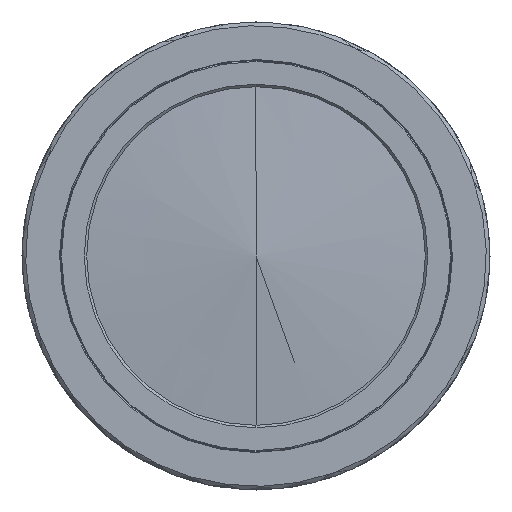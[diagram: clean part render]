
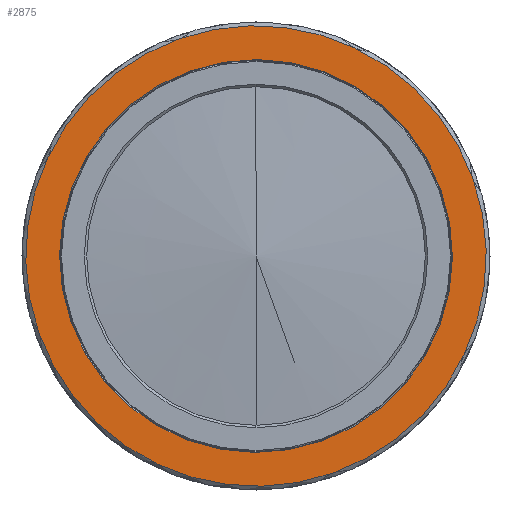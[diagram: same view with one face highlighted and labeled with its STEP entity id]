
A CAD part, left-side view. The second image highlights one B-rep face of the part: STEP entity #2875.
In plain terms, the highlighted planar face has unit normal (-1, 0, 0).
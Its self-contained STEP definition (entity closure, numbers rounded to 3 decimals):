
#18 = EDGE_CURVE ( 'NONE', #3223, #3373, #2027, .T. ) ;
#99 = EDGE_CURVE ( 'NONE', #2636, #2064, #3259, .T. ) ;
#147 = CIRCLE ( 'NONE', #1748, 18.7 ) ;
#155 = DIRECTION ( 'NONE',  ( 0., 0.335, 0.942 ) ) ;
#189 = AXIS2_PLACEMENT_3D ( 'NONE', #2965, #2081, #1806 ) ;
#322 = AXIS2_PLACEMENT_3D ( 'NONE', #1200, #889, #2050 ) ;
#337 = EDGE_CURVE ( 'NONE', #2475, #1231, #3256, .T. ) ;
#359 = DIRECTION ( 'NONE',  ( 1., 0., 0. ) ) ;
#362 = CIRCLE ( 'NONE', #1975, 18.7 ) ;
#473 = DIRECTION ( 'NONE',  ( -1., 0., 0. ) ) ;
#532 = DIRECTION ( 'NONE',  ( -1., 0., 0. ) ) ;
#671 = EDGE_CURVE ( 'NONE', #781, #1231, #3718, .T. ) ;
#781 = VERTEX_POINT ( 'NONE', #2255 ) ;
#785 = CARTESIAN_POINT ( 'NONE',  ( 0., 0., 0. ) ) ;
#818 = AXIS2_PLACEMENT_3D ( 'NONE', #2797, #2762, #155 ) ;
#836 = CARTESIAN_POINT ( 'NONE',  ( 0., 0., 0. ) ) ;
#845 = DIRECTION ( 'NONE',  ( 1., 0., 0. ) ) ;
#889 = DIRECTION ( 'NONE',  ( 1., 0., 0. ) ) ;
#909 = ORIENTED_EDGE ( 'NONE', *, *, #1754, .F. ) ;
#935 = PLANE ( 'NONE',  #189 ) ;
#937 = EDGE_CURVE ( 'NONE', #2064, #2636, #2256, .T. ) ;
#947 = AXIS2_PLACEMENT_3D ( 'NONE', #1857, #1549, #2413 ) ;
#999 = AXIS2_PLACEMENT_3D ( 'NONE', #3039, #473, #1042 ) ;
#1042 = DIRECTION ( 'NONE',  ( 0., 0.335, 0.942 ) ) ;
#1137 = ORIENTED_EDGE ( 'NONE', *, *, #937, .F. ) ;
#1166 = DIRECTION ( 'NONE',  ( 0., -0.335, -0.942 ) ) ;
#1171 = CARTESIAN_POINT ( 'NONE',  ( 0., -6.274, -17.616 ) ) ;
#1200 = CARTESIAN_POINT ( 'NONE',  ( 0., 0., 0. ) ) ;
#1231 = VERTEX_POINT ( 'NONE', #2465 ) ;
#1239 = ORIENTED_EDGE ( 'NONE', *, *, #18, .F. ) ;
#1371 = ORIENTED_EDGE ( 'NONE', *, *, #671, .T. ) ;
#1404 = CARTESIAN_POINT ( 'NONE',  ( 0., -8.02, 16.893 ) ) ;
#1462 = CARTESIAN_POINT ( 'NONE',  ( 0., 0., 0. ) ) ;
#1464 = CIRCLE ( 'NONE', #2162, 18.7 ) ;
#1498 = EDGE_CURVE ( 'NONE', #3641, #3423, #362, .T. ) ;
#1549 = DIRECTION ( 'NONE',  ( 1., 0., 0. ) ) ;
#1552 = CARTESIAN_POINT ( 'NONE',  ( 0., 0., 0. ) ) ;
#1560 = CIRCLE ( 'NONE', #322, 18.7 ) ;
#1587 = ORIENTED_EDGE ( 'NONE', *, *, #337, .F. ) ;
#1594 = ORIENTED_EDGE ( 'NONE', *, *, #2128, .F. ) ;
#1622 = CARTESIAN_POINT ( 'NONE',  ( 0., 17.616, -6.274 ) ) ;
#1694 = EDGE_LOOP ( 'NONE', ( #1137, #1887 ) ) ;
#1748 = AXIS2_PLACEMENT_3D ( 'NONE', #3560, #359, #2957 ) ;
#1754 = EDGE_CURVE ( 'NONE', #2889, #2475, #1464, .T. ) ;
#1806 = DIRECTION ( 'NONE',  ( 0., -0.335, -0.942 ) ) ;
#1857 = CARTESIAN_POINT ( 'NONE',  ( 0., 0., 0. ) ) ;
#1887 = ORIENTED_EDGE ( 'NONE', *, *, #99, .F. ) ;
#1927 = CARTESIAN_POINT ( 'NONE',  ( 0., 5.351, 15.026 ) ) ;
#1933 = AXIS2_PLACEMENT_3D ( 'NONE', #785, #2247, #3407 ) ;
#1975 = AXIS2_PLACEMENT_3D ( 'NONE', #2460, #2776, #2204 ) ;
#2027 = CIRCLE ( 'NONE', #947, 18.7 ) ;
#2050 = DIRECTION ( 'NONE',  ( 0., -0.335, -0.942 ) ) ;
#2064 = VERTEX_POINT ( 'NONE', #1927 ) ;
#2079 = EDGE_LOOP ( 'NONE', ( #2198, #3135, #2779, #1239, #1594, #1371, #1587, #909 ) ) ;
#2081 = DIRECTION ( 'NONE',  ( 1., 0., 0. ) ) ;
#2128 = EDGE_CURVE ( 'NONE', #781, #3223, #2328, .T. ) ;
#2162 = AXIS2_PLACEMENT_3D ( 'NONE', #836, #845, #2867 ) ;
#2198 = ORIENTED_EDGE ( 'NONE', *, *, #2354, .F. ) ;
#2204 = DIRECTION ( 'NONE',  ( 0., -0.335, -0.942 ) ) ;
#2247 = DIRECTION ( 'NONE',  ( 1., 0., 0. ) ) ;
#2255 = CARTESIAN_POINT ( 'NONE',  ( 0., 6.274, 17.616 ) ) ;
#2256 = CIRCLE ( 'NONE', #999, 15.95 ) ;
#2328 = CIRCLE ( 'NONE', #1933, 18.7 ) ;
#2349 = CARTESIAN_POINT ( 'NONE',  ( 0., -17.616, 6.274 ) ) ;
#2354 = EDGE_CURVE ( 'NONE', #3423, #2889, #147, .T. ) ;
#2376 = DIRECTION ( 'NONE',  ( 1., 0., 0. ) ) ;
#2388 = CARTESIAN_POINT ( 'NONE',  ( 0., 8.02, -16.893 ) ) ;
#2413 = DIRECTION ( 'NONE',  ( 0., -0.335, -0.942 ) ) ;
#2460 = CARTESIAN_POINT ( 'NONE',  ( 0., 0., 0. ) ) ;
#2465 = CARTESIAN_POINT ( 'NONE',  ( 0., 16.893, 8.02 ) ) ;
#2475 = VERTEX_POINT ( 'NONE', #1622 ) ;
#2566 = CARTESIAN_POINT ( 'NONE',  ( 0., -16.893, -8.02 ) ) ;
#2636 = VERTEX_POINT ( 'NONE', #3730 ) ;
#2726 = DIRECTION ( 'NONE',  ( 0., -0.335, -0.942 ) ) ;
#2762 = DIRECTION ( 'NONE',  ( -1., 0., 0. ) ) ;
#2776 = DIRECTION ( 'NONE',  ( 1., 0., 0. ) ) ;
#2779 = ORIENTED_EDGE ( 'NONE', *, *, #3704, .F. ) ;
#2797 = CARTESIAN_POINT ( 'NONE',  ( 0., 0., 0. ) ) ;
#2867 = DIRECTION ( 'NONE',  ( 0., -0.335, -0.942 ) ) ;
#2875 = ADVANCED_FACE ( 'NONE', ( #3002, #2963 ), #935, .F. ) ;
#2889 = VERTEX_POINT ( 'NONE', #2388 ) ;
#2957 = DIRECTION ( 'NONE',  ( 0., -0.335, -0.942 ) ) ;
#2963 = FACE_OUTER_BOUND ( 'NONE', #2079, .T. ) ;
#2965 = CARTESIAN_POINT ( 'NONE',  ( 0., -11.478, 24.177 ) ) ;
#3002 = FACE_BOUND ( 'NONE', #1694, .T. ) ;
#3039 = CARTESIAN_POINT ( 'NONE',  ( 0., 0., 0. ) ) ;
#3135 = ORIENTED_EDGE ( 'NONE', *, *, #1498, .F. ) ;
#3155 = AXIS2_PLACEMENT_3D ( 'NONE', #1462, #532, #1166 ) ;
#3223 = VERTEX_POINT ( 'NONE', #1404 ) ;
#3256 = CIRCLE ( 'NONE', #3735, 18.7 ) ;
#3259 = CIRCLE ( 'NONE', #818, 15.95 ) ;
#3373 = VERTEX_POINT ( 'NONE', #2349 ) ;
#3407 = DIRECTION ( 'NONE',  ( 0., -0.335, -0.942 ) ) ;
#3423 = VERTEX_POINT ( 'NONE', #1171 ) ;
#3560 = CARTESIAN_POINT ( 'NONE',  ( 0., 0., 0. ) ) ;
#3641 = VERTEX_POINT ( 'NONE', #2566 ) ;
#3704 = EDGE_CURVE ( 'NONE', #3373, #3641, #1560, .T. ) ;
#3718 = CIRCLE ( 'NONE', #3155, 18.7 ) ;
#3730 = CARTESIAN_POINT ( 'NONE',  ( 0., -5.351, -15.026 ) ) ;
#3735 = AXIS2_PLACEMENT_3D ( 'NONE', #1552, #2376, #2726 ) ;
